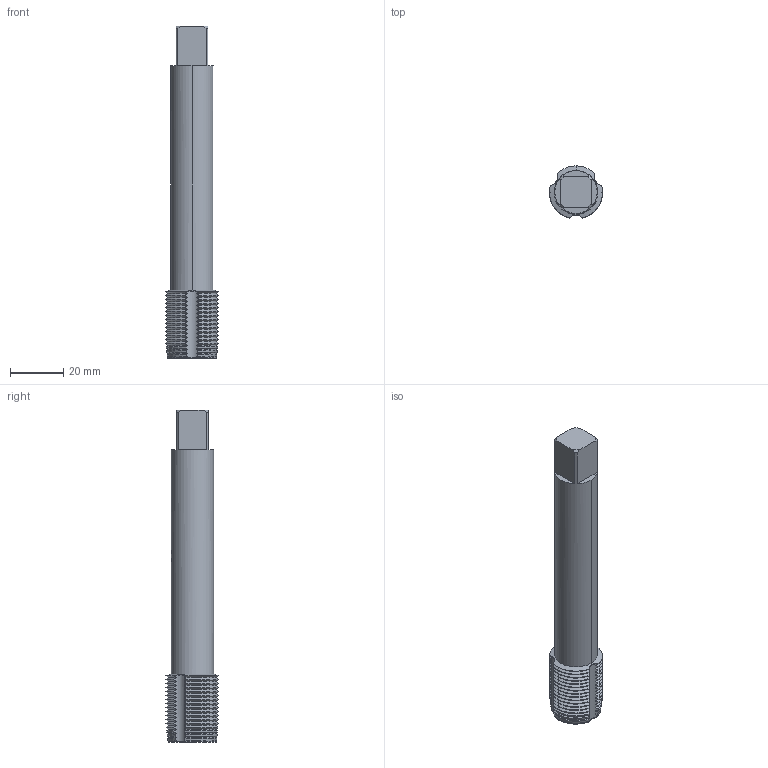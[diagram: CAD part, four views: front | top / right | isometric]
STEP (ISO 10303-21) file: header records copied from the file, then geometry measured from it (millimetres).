
FILE_DESCRIPTION(('no description'),'unknown implementation level');
FILE_NAME('solidfS3wlQhq90_fTe_BlMKoTEiu4EA_1.STP',' ',('CIM GmbH Aachen'),('CADClick - KiM GmbH - www.kimweb.de'),'unknown preprocess','ACIS','unknown authorization');
FILE_SCHEMA(('automotive_design'));
Length unit declared in the file: millimetre
Products named in the file (2): 1; 2
Bounding box: 20 x 19.65 x 125 mm (x, y, z)
Volume: 26137.8 mm3; surface area: 10579.8 mm2
Topology: 2 solids, 2 shells, 377 faces, 1044 edges, 671 vertices
Faces by surface type: cone 200, cylinder 157, plane 17, torus 3
Entity records: 25188 total; most frequent: CARTESIAN_POINT 4067, STYLED_ITEM 2094, PRESENTATION_STYLE_ASSIGNMENT 2094, COLOUR_RGB 2094, ORIENTED_EDGE 2088, DIRECTION 1969, EDGE_CURVE 1044, CURVE_STYLE 1044
